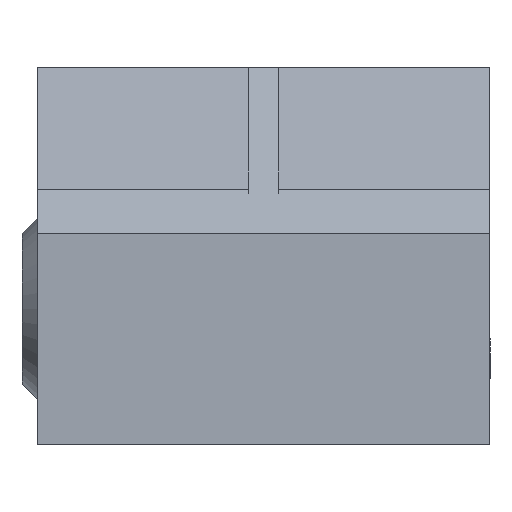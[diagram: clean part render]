
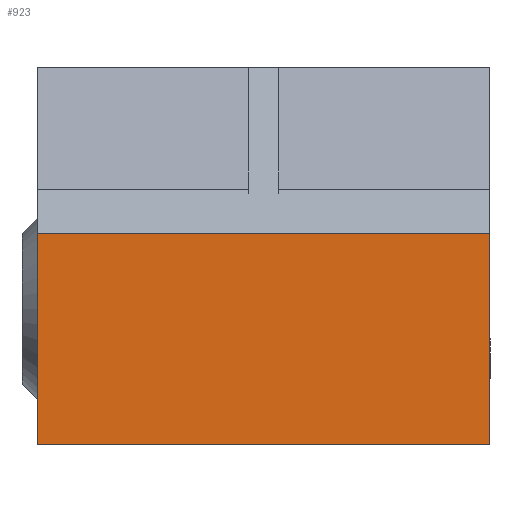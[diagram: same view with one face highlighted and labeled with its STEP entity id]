
A CAD part, left-side view. The second image highlights one B-rep face of the part: STEP entity #923.
In plain terms, the highlighted planar face has unit normal (-1, 0, 0).
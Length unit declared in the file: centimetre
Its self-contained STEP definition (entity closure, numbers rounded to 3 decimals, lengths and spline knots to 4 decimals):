
#45=LINE('',#1327,#154);
#54=LINE('',#1343,#163);
#66=LINE('',#1369,#175);
#86=LINE('',#1428,#195);
#154=VECTOR('',#1070,100.);
#163=VECTOR('',#1081,100.);
#175=VECTOR('',#1105,100.);
#195=VECTOR('',#1161,100.);
#265=PLANE('',#986);
#321=FACE_OUTER_BOUND('',#378,.T.);
#378=EDGE_LOOP('',(#772,#773,#774,#775));
#447=VERTEX_POINT('',#1324);
#448=VERTEX_POINT('',#1326);
#454=VERTEX_POINT('',#1341);
#462=VERTEX_POINT('',#1368);
#541=EDGE_CURVE('',#448,#447,#45,.T.);
#550=EDGE_CURVE('',#454,#447,#54,.T.);
#563=EDGE_CURVE('',#448,#462,#66,.T.);
#591=EDGE_CURVE('',#462,#454,#86,.T.);
#772=ORIENTED_EDGE('',*,*,#550,.F.);
#773=ORIENTED_EDGE('',*,*,#591,.F.);
#774=ORIENTED_EDGE('',*,*,#563,.F.);
#775=ORIENTED_EDGE('',*,*,#541,.T.);
#923=ADVANCED_FACE('',(#321),#265,.T.);
#986=AXIS2_PLACEMENT_3D('',#1427,#1159,#1160);
#1070=DIRECTION('',(0.,1.,0.));
#1081=DIRECTION('',(0.,0.,1.));
#1105=DIRECTION('',(0.,0.,-1.));
#1159=DIRECTION('center_axis',(-1.,0.,0.));
#1160=DIRECTION('ref_axis',(0.,0.,
1.));
#1161=DIRECTION('',(0.,1.,0.));
#1324=CARTESIAN_POINT('',(-1.9629,1.3827,1.7715));
#1326=CARTESIAN_POINT('',(-1.9629,-0.1173,1.7715));
#1327=CARTESIAN_POINT('',(-1.9629,-0.1173,1.7715));
#1341=CARTESIAN_POINT('',(-1.9629,1.3827,1.0715));
#1343=CARTESIAN_POINT('',(-1.9629,1.3827,1.509));
#1368=CARTESIAN_POINT('',(-1.9629,-0.1173,1.0715));
#1369=CARTESIAN_POINT('',(-1.9629,-0.1173,1.7715));
#1427=CARTESIAN_POINT('Origin',(-1.9629,-0.1173,1.4215));
#1428=CARTESIAN_POINT('',(-1.9629,-0.1173,1.0715));
